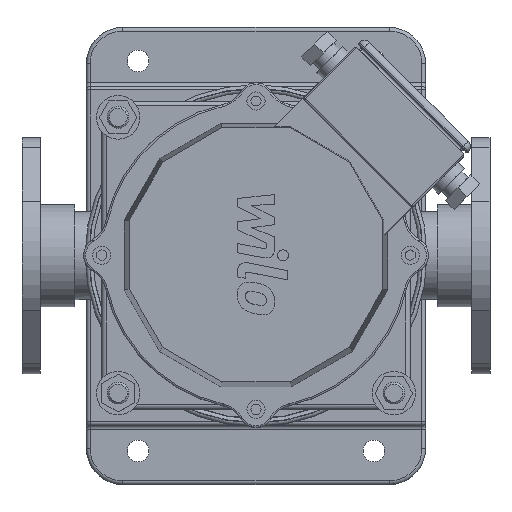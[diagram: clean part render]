
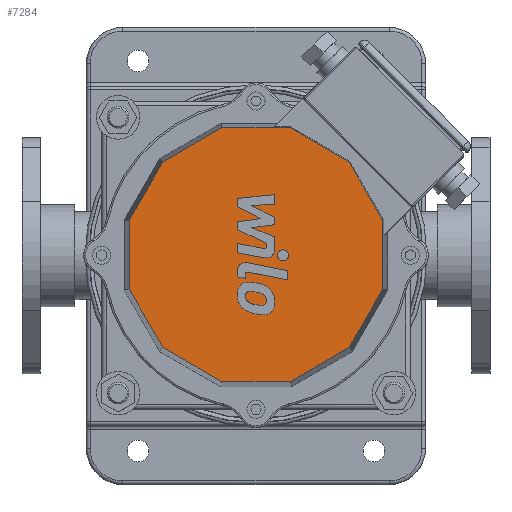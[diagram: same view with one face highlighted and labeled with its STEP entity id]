
A CAD part, top view. The second image highlights one B-rep face of the part: STEP entity #7284.
In plain terms, the highlighted planar face has unit normal (0, 0, 1).
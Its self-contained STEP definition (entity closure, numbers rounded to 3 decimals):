
#395=LINE('',#12402,#995);
#399=LINE('',#12409,#999);
#401=LINE('',#12413,#1001);
#471=LINE('',#13163,#1071);
#472=LINE('',#13165,#1072);
#473=LINE('',#13167,#1073);
#474=LINE('',#13169,#1074);
#475=LINE('',#13171,#1075);
#476=LINE('',#13172,#1076);
#477=LINE('',#13174,#1077);
#478=LINE('',#13176,#1078);
#479=LINE('',#13177,#1079);
#995=VECTOR('',#9348,10.);
#999=VECTOR('',#9354,10.);
#1001=VECTOR('',#9358,10.);
#1071=VECTOR('',#9796,10.);
#1072=VECTOR('',#9797,10.);
#1073=VECTOR('',#9798,10.);
#1074=VECTOR('',#9799,10.);
#1075=VECTOR('',#9800,10.);
#1076=VECTOR('',#9801,10.);
#1077=VECTOR('',#9802,10.);
#1078=VECTOR('',#9803,10.);
#1079=VECTOR('',#9804,10.);
#2002=FACE_OUTER_BOUND('',#2546,.T.);
#2546=EDGE_LOOP('',(#6164,#6165,#6166,#6167,#6168,#6169,#6170,#6171,#6172,
#6173,#6174,#6175));
#3410=VERTEX_POINT('',#12399);
#3411=VERTEX_POINT('',#12401);
#3413=VERTEX_POINT('',#12407);
#3414=VERTEX_POINT('',#12411);
#3545=VERTEX_POINT('',#13161);
#3546=VERTEX_POINT('',#13162);
#3547=VERTEX_POINT('',#13164);
#3548=VERTEX_POINT('',#13166);
#3549=VERTEX_POINT('',#13168);
#3550=VERTEX_POINT('',#13170);
#3551=VERTEX_POINT('',#13173);
#3552=VERTEX_POINT('',#13175);
#4257=EDGE_CURVE('',#3410,#3411,#395,.T.);
#4261=EDGE_CURVE('',#3413,#3410,#399,.T.);
#4263=EDGE_CURVE('',#3414,#3413,#401,.T.);
#4463=EDGE_CURVE('',#3545,#3546,#471,.T.);
#4464=EDGE_CURVE('',#3547,#3545,#472,.T.);
#4465=EDGE_CURVE('',#3548,#3547,#473,.T.);
#4466=EDGE_CURVE('',#3549,#3548,#474,.T.);
#4467=EDGE_CURVE('',#3550,#3549,#475,.T.);
#4468=EDGE_CURVE('',#3411,#3550,#476,.T.);
#4469=EDGE_CURVE('',#3551,#3414,#477,.T.);
#4470=EDGE_CURVE('',#3552,#3551,#478,.T.);
#4471=EDGE_CURVE('',#3546,#3552,#479,.T.);
#6164=ORIENTED_EDGE('',*,*,#4463,.F.);
#6165=ORIENTED_EDGE('',*,*,#4464,.F.);
#6166=ORIENTED_EDGE('',*,*,#4465,.F.);
#6167=ORIENTED_EDGE('',*,*,#4466,.F.);
#6168=ORIENTED_EDGE('',*,*,#4467,.F.);
#6169=ORIENTED_EDGE('',*,*,#4468,.F.);
#6170=ORIENTED_EDGE('',*,*,#4257,.F.);
#6171=ORIENTED_EDGE('',*,*,#4261,.F.);
#6172=ORIENTED_EDGE('',*,*,#4263,.F.);
#6173=ORIENTED_EDGE('',*,*,#4469,.F.);
#6174=ORIENTED_EDGE('',*,*,#4470,.F.);
#6175=ORIENTED_EDGE('',*,*,#4471,.F.);
#6853=PLANE('',#8032);
#7284=ADVANCED_FACE('',(#2002),#6853,.T.);
#8032=AXIS2_PLACEMENT_3D('',#13160,#9794,#9795);
#9348=DIRECTION('',(0.,-1.,0.));
#9354=DIRECTION('',(0.5,-0.866,0.));
#9358=DIRECTION('',(0.866,-0.5,0.));
#9794=DIRECTION('center_axis',(0.,0.,1.));
#9795=DIRECTION('ref_axis',(1.,0.,0.));
#9796=DIRECTION('',(0.,1.,0.));
#9797=DIRECTION('',(-0.5,0.866,0.));
#9798=DIRECTION('',(-0.866,0.5,0.));
#9799=DIRECTION('',(-1.,0.,0.));
#9800=DIRECTION('',(-0.866,-0.5,0.));
#9801=DIRECTION('',(-0.5,-0.866,0.));
#9802=DIRECTION('',(1.,0.,0.));
#9803=DIRECTION('',(0.866,0.5,0.));
#9804=DIRECTION('',(0.5,0.866,0.));
#12399=CARTESIAN_POINT('',(70.,18.756,425.));
#12401=CARTESIAN_POINT('',(70.,-18.756,425.));
#12402=CARTESIAN_POINT('',(70.,18.756,425.));
#12407=CARTESIAN_POINT('',(51.244,51.244,425.));
#12409=CARTESIAN_POINT('',(51.244,51.244,425.));
#12411=CARTESIAN_POINT('',(18.756,70.,425.));
#12413=CARTESIAN_POINT('',(18.756,70.,425.));
#13160=CARTESIAN_POINT('Origin',(0.,0.,
425.));
#13161=CARTESIAN_POINT('',(-70.,-18.756,425.));
#13162=CARTESIAN_POINT('',(-70.,18.756,425.));
#13163=CARTESIAN_POINT('',(-70.,-18.756,425.));
#13164=CARTESIAN_POINT('',(-51.244,-51.244,425.));
#13165=CARTESIAN_POINT('',(-51.244,-51.244,425.));
#13166=CARTESIAN_POINT('',(-18.756,-70.,425.));
#13167=CARTESIAN_POINT('',(-18.756,-70.,425.));
#13168=CARTESIAN_POINT('',(18.756,-70.,425.));
#13169=CARTESIAN_POINT('',(18.756,-70.,425.));
#13170=CARTESIAN_POINT('',(51.244,-51.244,425.));
#13171=CARTESIAN_POINT('',(51.244,-51.244,425.));
#13172=CARTESIAN_POINT('',(70.,-18.756,425.));
#13173=CARTESIAN_POINT('',(-18.756,70.,425.));
#13174=CARTESIAN_POINT('',(-18.756,70.,425.));
#13175=CARTESIAN_POINT('',(-51.244,51.244,425.));
#13176=CARTESIAN_POINT('',(-51.244,51.244,425.));
#13177=CARTESIAN_POINT('',(-70.,18.756,425.));
